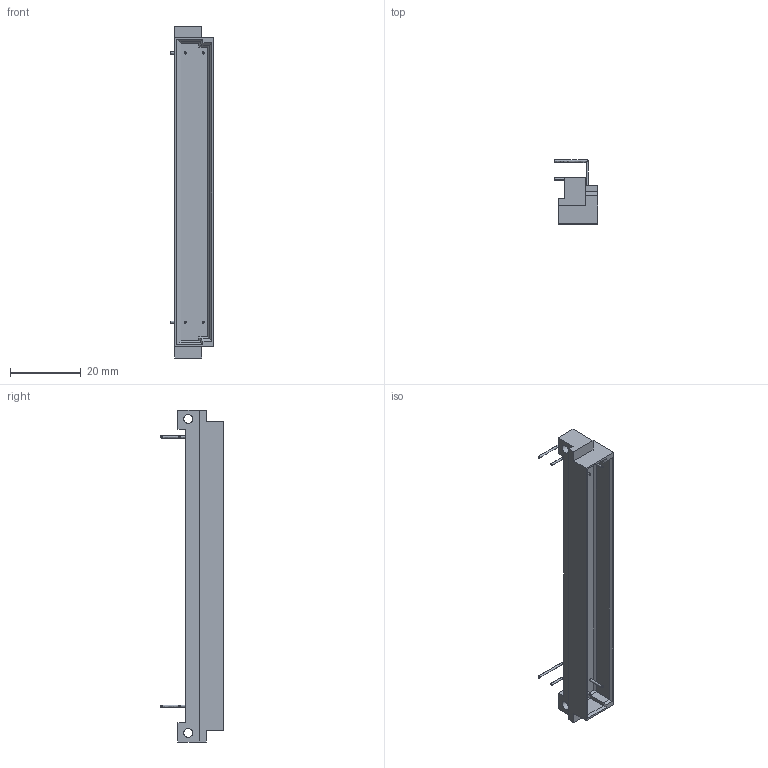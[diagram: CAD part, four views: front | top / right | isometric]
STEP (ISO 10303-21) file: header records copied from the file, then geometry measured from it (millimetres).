
FILE_DESCRIPTION((''),'2;1');
FILE_NAME('0904_DIN_Type_D_angled_male_32_pole.stp', '2004-07-29T14:26:02',('User'),('SDRC'),'I-DEAS Master Series 9','UNIX', 'Yes');
FILE_SCHEMA(('AUTOMOTIVE_DESIGN { 1 0 10303 214 1 1 1 1 }'));
Length unit declared in the file: millimetre
Products named in the file (1): 0904_DIN_Type_D_angled_male_32_pole
Bounding box: 12.4 x 18.02 x 94 mm (x, y, z)
Volume: 5525.8 mm3; surface area: 5601.3 mm2
Topology: 1 solids, 1 shells, 73 faces, 170 edges, 100 vertices
Faces by surface type: bspline 73
Entity records: 2183 total; most frequent: CARTESIAN_POINT 1057, ORIENTED_EDGE 324, EDGE_CURVE 162, VERTEX_POINT 100, EDGE_LOOP 86, B_SPLINE_CURVE_WITH_KNOTS 82, FACE_OUTER_BOUND 73, ADVANCED_FACE 73
